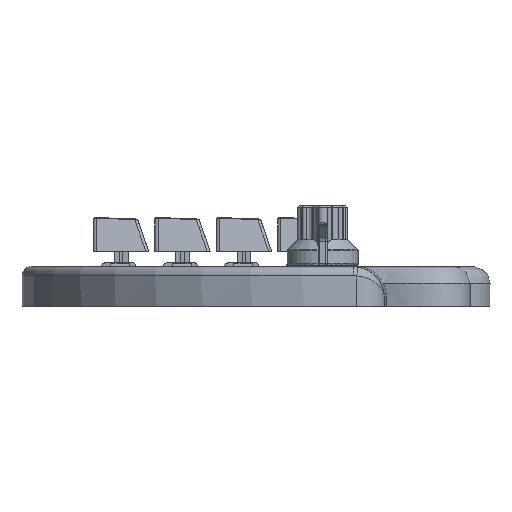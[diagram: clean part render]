
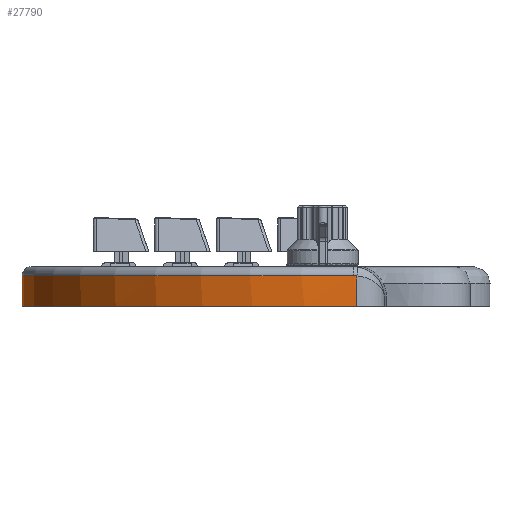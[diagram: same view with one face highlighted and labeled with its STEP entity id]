
A CAD part, left-side view. The second image highlights one B-rep face of the part: STEP entity #27790.
In plain terms, the highlighted cylindrical face has radius 99.376 mm (diameter 198.752 mm), a partial arc.
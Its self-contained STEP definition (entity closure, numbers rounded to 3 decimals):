
#317=B_SPLINE_CURVE_WITH_KNOTS('',3,(#49447,#49448,#49449,#49450),
 .UNSPECIFIED.,.F.,.F.,(4,4),(-0.099,0.),
 .UNSPECIFIED.);
#1858=CYLINDRICAL_SURFACE('',#30462,99.376);
#2986=CIRCLE('',#30463,99.376);
#2987=CIRCLE('',#30464,99.376);
#4654=FACE_OUTER_BOUND('',#6492,.T.);
#6492=EDGE_LOOP('',(#23947,#23948,#23949,#23950,#23951));
#8916=LINE('',#49492,#11485);
#8919=LINE('',#49513,#11488);
#11485=VECTOR('',#36805,10.);
#11488=VECTOR('',#36816,10.);
#13923=VERTEX_POINT('',#49444);
#13924=VERTEX_POINT('',#49446);
#13927=VERTEX_POINT('',#49491);
#13930=VERTEX_POINT('',#49510);
#13931=VERTEX_POINT('',#49512);
#17352=EDGE_CURVE('',#13923,#13924,#317,.T.);
#17357=EDGE_CURVE('',#13924,#13927,#8916,.T.);
#17362=EDGE_CURVE('',#13930,#13923,#2986,.T.);
#17363=EDGE_CURVE('',#13931,#13930,#8919,.T.);
#17364=EDGE_CURVE('',#13931,#13927,#2987,.T.);
#23947=ORIENTED_EDGE('',*,*,#17357,.F.);
#23948=ORIENTED_EDGE('',*,*,#17352,.F.);
#23949=ORIENTED_EDGE('',*,*,#17362,.F.);
#23950=ORIENTED_EDGE('',*,*,#17363,.F.);
#23951=ORIENTED_EDGE('',*,*,#17364,.T.);
#27790=ADVANCED_FACE('',(#4654),#1858,.T.);
#30462=AXIS2_PLACEMENT_3D('',#49509,#36812,#36813);
#30463=AXIS2_PLACEMENT_3D('',#49511,#36814,#36815);
#30464=AXIS2_PLACEMENT_3D('',#49514,#36817,#36818);
#36805=DIRECTION('',(0.,0.,-1.));
#36812=DIRECTION('center_axis',(0.,0.,1.));
#36813=DIRECTION('ref_axis',(0.226,0.974,0.));
#36814=DIRECTION('center_axis',(0.,0.,1.));
#36815=DIRECTION('ref_axis',(-0.692,0.722,0.));
#36816=DIRECTION('',(0.,0.,1.));
#36817=DIRECTION('center_axis',(0.,0.,1.));
#36818=DIRECTION('ref_axis',(0.226,0.974,0.));
#49444=CARTESIAN_POINT('',(-99.081,-39.591,10.));
#49446=CARTESIAN_POINT('',(-98.987,-40.599,9.932));
#49447=CARTESIAN_POINT('Ctrl Pts',(-99.081,-39.591,
10.));
#49448=CARTESIAN_POINT('Ctrl Pts',(-99.051,-39.928,
10.));
#49449=CARTESIAN_POINT('Ctrl Pts',(-99.019,-40.266,
9.977));
#49450=CARTESIAN_POINT('Ctrl Pts',(-98.987,-40.599,
9.932));
#49491=CARTESIAN_POINT('',(-98.987,-40.599,0.));
#49492=CARTESIAN_POINT('',(-98.987,-40.599,0.));
#49509=CARTESIAN_POINT('Origin',(-0.088,-30.871,
0.));
#49510=CARTESIAN_POINT('',(22.357,65.937,10.));
#49511=CARTESIAN_POINT('Origin',(-0.088,-30.871,
10.));
#49512=CARTESIAN_POINT('',(22.357,65.937,0.));
#49513=CARTESIAN_POINT('',(22.357,65.937,0.));
#49514=CARTESIAN_POINT('Origin',(-0.088,-30.871,
0.));
